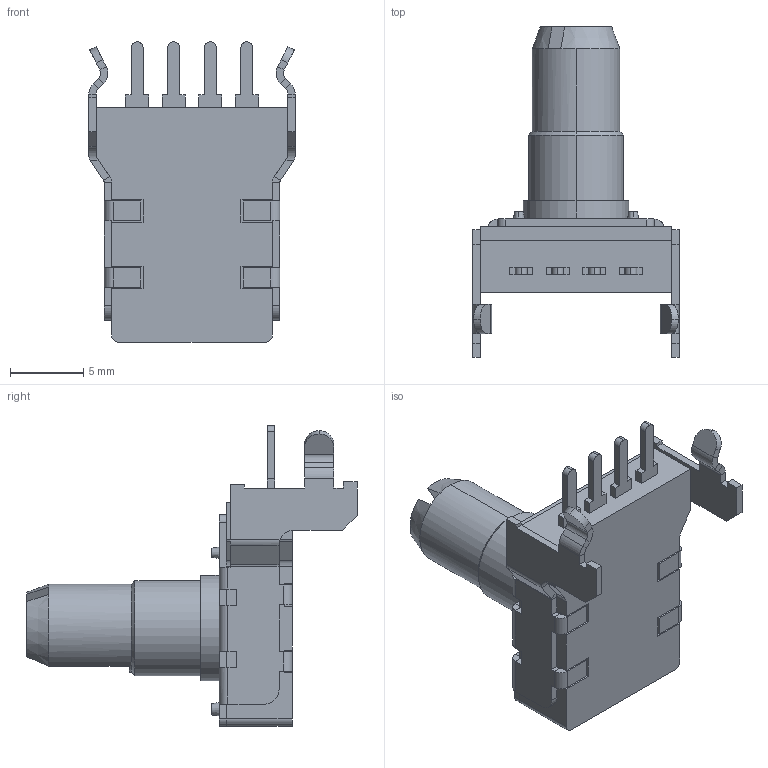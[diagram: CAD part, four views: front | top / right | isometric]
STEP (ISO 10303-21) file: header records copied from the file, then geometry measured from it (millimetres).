
FILE_DESCRIPTION (( 'STEP AP214' ), '1' );
FILE_NAME ('PTV111-2420A-B203.STEP', '2018-09-28T15:26:06', ( '' ), ( '' ), 'SwSTEP 2.0', 'SolidWorks 2017', '' );
FILE_SCHEMA (( 'AUTOMOTIVE_DESIGN' ));
Length unit declared in the file: millimetre
Products named in the file (1): PTV111-2420A-B203
Bounding box: 14.1 x 22.6 x 20.53 mm (x, y, z)
Volume: 1342.4 mm3; surface area: 1821 mm2
Topology: 8 solids, 8 shells, 336 faces, 834 edges, 510 vertices
Faces by surface type: plane 248, cylinder 76, cone 12
Entity records: 9889 total; most frequent: CARTESIAN_POINT 1711, DIRECTION 1672, ORIENTED_EDGE 1668, EDGE_CURVE 834, LINE 650, VECTOR 650, AXIS2_PLACEMENT_3D 511, VERTEX_POINT 510
